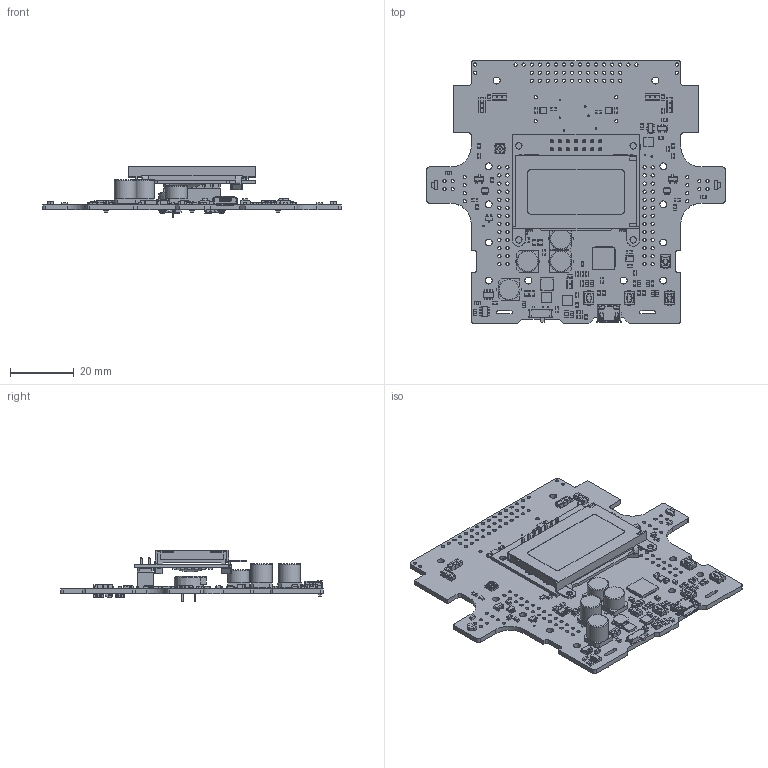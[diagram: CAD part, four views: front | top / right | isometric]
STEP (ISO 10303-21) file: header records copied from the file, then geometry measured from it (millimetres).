
FILE_DESCRIPTION (( 'STEP AP214' ), '1' );
FILE_NAME ('zumo-32u4-main-board.step', '2017-07-20T00:15:20', ( '' ), ( '' ), 'SwSTEP 2.0', 'SolidWorks 2016', '' );
FILE_SCHEMA (( 'AUTOMOTIVE_DESIGN' ));
Length unit declared in the file: millimetre
Products named in the file (1): zumo-32u4-main-board
Bounding box: 93.98 x 82.8 x 16.18 mm (x, y, z)
Volume: 15912.8 mm3; surface area: 22085.2 mm2
Topology: 4 solids, 4 shells, 6070 faces, 16744 edges, 10788 vertices
Faces by surface type: plane 4597, cylinder 1216, bspline 187, torus 28, sphere 25, cone 17
Full cylindrical faces by diameter (mm): 0.25 x1, 0.4 x10, 0.5 x2, 0.508 x10, 0.7 x16, 0.8 x6, 0.9 x2, 1.016 x116, 1.02 x14, 2 x4, 2.184 x13, 2.5 x1, 6.8 x4
Entity records: 263017 total; most frequent: CARTESIAN_POINT 42147, ORIENTED_EDGE 32964, DIRECTION 29685, EDGE_CURVE 16482, LINE 13679, VECTOR 13679, VERTEX_POINT 10744, AXIS2_PLACEMENT_3D 8003
